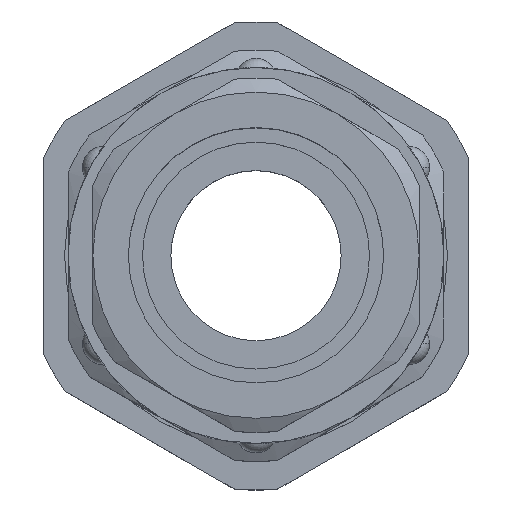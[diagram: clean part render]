
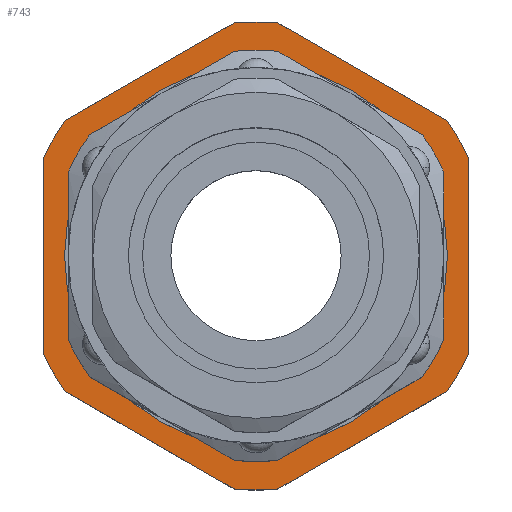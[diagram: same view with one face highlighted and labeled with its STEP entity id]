
A CAD part, top view. The second image highlights one B-rep face of the part: STEP entity #743.
In plain terms, the highlighted planar face has unit normal (0, 0, 1).
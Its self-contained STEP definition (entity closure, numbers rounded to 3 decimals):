
#152 = DIRECTION ( 'NONE',  ( 0., 0., -1. ) ) ;
#154 = DIRECTION ( 'NONE',  ( 0., 0., -1. ) ) ;
#157 = CIRCLE ( 'NONE', #1405, 16.5 ) ;
#218 = ORIENTED_EDGE ( 'NONE', *, *, #3188, .F. ) ;
#373 = DIRECTION ( 'NONE',  ( 0., 1., 0. ) ) ;
#531 = CARTESIAN_POINT ( 'NONE',  ( 0.355, 17.115, -19. ) ) ;
#709 = FACE_OUTER_BOUND ( 'NONE', #2257, .T. ) ;
#743 = ADVANCED_FACE ( 'NONE', ( #5858, #709 ), #6101, .F. ) ;
#867 = VERTEX_POINT ( 'NONE', #4207 ) ;
#882 = CIRCLE ( 'NONE', #4909, 11. ) ;
#948 = VERTEX_POINT ( 'NONE', #3701 ) ;
#958 = DIRECTION ( 'NONE',  ( 0., 0., -1. ) ) ;
#1026 = CARTESIAN_POINT ( 'NONE',  ( 0., 0., -19. ) ) ;
#1047 = ORIENTED_EDGE ( 'NONE', *, *, #4974, .F. ) ;
#1053 = ORIENTED_EDGE ( 'NONE', *, *, #7444, .F. ) ;
#1159 = DIRECTION ( 'NONE',  ( 0., 0., -1. ) ) ;
#1193 = VERTEX_POINT ( 'NONE', #3009 ) ;
#1334 = CARTESIAN_POINT ( 'NONE',  ( 15., 16.5, -19. ) ) ;
#1355 = CARTESIAN_POINT ( 'NONE',  ( 1.547, 16.427, -19. ) ) ;
#1405 = AXIS2_PLACEMENT_3D ( 'NONE', #3699, #152, #4266 ) ;
#1476 = AXIS2_PLACEMENT_3D ( 'NONE', #4450, #958, #5020 ) ;
#1622 = DIRECTION ( 'NONE',  ( -1., 0., 0. ) ) ;
#1731 = VERTEX_POINT ( 'NONE', #4691 ) ;
#1766 = AXIS2_PLACEMENT_3D ( 'NONE', #5313, #1860, #5861 ) ;
#1808 = LINE ( 'NONE', #3229, #6649 ) ;
#1860 = DIRECTION ( 'NONE',  ( 0., 0., -1. ) ) ;
#2001 = EDGE_CURVE ( 'NONE', #7464, #867, #157, .T. ) ;
#2081 = DIRECTION ( 'NONE',  ( -0.866, 0.5, 0. ) ) ;
#2155 = EDGE_CURVE ( 'NONE', #1731, #5236, #6309, .T. ) ;
#2184 = EDGE_CURVE ( 'NONE', #3759, #7464, #5885, .T. ) ;
#2186 = AXIS2_PLACEMENT_3D ( 'NONE', #3700, #154, #4267 ) ;
#2257 = EDGE_LOOP ( 'NONE', ( #7369, #4493, #1047, #3973, #1053, #4665, #3458, #3197, #5726, #4558, #7190, #218 ) ) ;
#2365 = VERTEX_POINT ( 'NONE', #3818 ) ;
#2458 = CARTESIAN_POINT ( 'NONE',  ( -15., 6.874, -19. ) ) ;
#2521 = AXIS2_PLACEMENT_3D ( 'NONE', #6795, #3456, #7364 ) ;
#2543 = DIRECTION ( 'NONE',  ( 0., -1., 0. ) ) ;
#2691 = CIRCLE ( 'NONE', #2186, 11. ) ;
#2708 = EDGE_CURVE ( 'NONE', #5236, #4218, #6907, .T. ) ;
#2798 = VECTOR ( 'NONE', #5183, 1000. ) ;
#2814 = CARTESIAN_POINT ( 'NONE',  ( 0., 0., -19. ) ) ;
#2874 = CIRCLE ( 'NONE', #6804, 16.5 ) ;
#2903 = ORIENTED_EDGE ( 'NONE', *, *, #6819, .T. ) ;
#2942 = VERTEX_POINT ( 'NONE', #5619 ) ;
#3009 = CARTESIAN_POINT ( 'NONE',  ( 15., -6.874, -19. ) ) ;
#3057 = VECTOR ( 'NONE', #2543, 1000. ) ;
#3188 = EDGE_CURVE ( 'NONE', #4218, #3759, #4109, .T. ) ;
#3197 = ORIENTED_EDGE ( 'NONE', *, *, #7375, .F. ) ;
#3229 = CARTESIAN_POINT ( 'NONE',  ( 14.645, -8.865, -19. ) ) ;
#3399 = DIRECTION ( 'NONE',  ( -1., 0., 0. ) ) ;
#3456 = DIRECTION ( 'NONE',  ( 0., 0., -1. ) ) ;
#3458 = ORIENTED_EDGE ( 'NONE', *, *, #6506, .F. ) ;
#3491 = CIRCLE ( 'NONE', #2521, 16.5 ) ;
#3580 = VERTEX_POINT ( 'NONE', #6258 ) ;
#3647 = EDGE_CURVE ( 'NONE', #3580, #6037, #2874, .T. ) ;
#3699 = CARTESIAN_POINT ( 'NONE',  ( 0., 0., -19. ) ) ;
#3700 = CARTESIAN_POINT ( 'NONE',  ( 0., 0., -19. ) ) ;
#3701 = CARTESIAN_POINT ( 'NONE',  ( 11., 0., -19. ) ) ;
#3759 = VERTEX_POINT ( 'NONE', #5848 ) ;
#3784 = VECTOR ( 'NONE', #373, 1000. ) ;
#3818 = CARTESIAN_POINT ( 'NONE',  ( 13.453, -9.553, -19. ) ) ;
#3956 = LINE ( 'NONE', #5253, #5464 ) ;
#3973 = ORIENTED_EDGE ( 'NONE', *, *, #6448, .F. ) ;
#4093 = CARTESIAN_POINT ( 'NONE',  ( -1.547, -16.427, -19. ) ) ;
#4109 = CIRCLE ( 'NONE', #7368, 16.5 ) ;
#4207 = CARTESIAN_POINT ( 'NONE',  ( -13.453, 9.553, -19. ) ) ;
#4218 = VERTEX_POINT ( 'NONE', #6020 ) ;
#4266 = DIRECTION ( 'NONE',  ( -1., 0., 0. ) ) ;
#4267 = DIRECTION ( 'NONE',  ( -1., 0., 0. ) ) ;
#4322 = EDGE_CURVE ( 'NONE', #5065, #948, #882, .T. ) ;
#4354 = EDGE_LOOP ( 'NONE', ( #7025, #2903 ) ) ;
#4450 = CARTESIAN_POINT ( 'NONE',  ( 0., 0., -19. ) ) ;
#4493 = ORIENTED_EDGE ( 'NONE', *, *, #2155, .F. ) ;
#4548 = LINE ( 'NONE', #531, #2798 ) ;
#4558 = ORIENTED_EDGE ( 'NONE', *, *, #2001, .F. ) ;
#4574 = EDGE_CURVE ( 'NONE', #867, #2942, #3956, .T. ) ;
#4638 = CARTESIAN_POINT ( 'NONE',  ( 0., 0., -19. ) ) ;
#4665 = ORIENTED_EDGE ( 'NONE', *, *, #3647, .F. ) ;
#4691 = CARTESIAN_POINT ( 'NONE',  ( 1.547, -16.427, -19. ) ) ;
#4736 = LINE ( 'NONE', #1334, #3057 ) ;
#4909 = AXIS2_PLACEMENT_3D ( 'NONE', #1026, #5081, #1622 ) ;
#4974 = EDGE_CURVE ( 'NONE', #2365, #1731, #1808, .T. ) ;
#5020 = DIRECTION ( 'NONE',  ( -1., 0., 0. ) ) ;
#5065 = VERTEX_POINT ( 'NONE', #7182 ) ;
#5081 = DIRECTION ( 'NONE',  ( 0., 0., -1. ) ) ;
#5183 = DIRECTION ( 'NONE',  ( 0.866, -0.5, 0. ) ) ;
#5223 = DIRECTION ( 'NONE',  ( -1., 0., 0. ) ) ;
#5236 = VERTEX_POINT ( 'NONE', #4093 ) ;
#5253 = CARTESIAN_POINT ( 'NONE',  ( -0.355, 17.115, -19. ) ) ;
#5313 = CARTESIAN_POINT ( 'NONE',  ( 0., 0., -19. ) ) ;
#5464 = VECTOR ( 'NONE', #5833, 1000. ) ;
#5514 = CARTESIAN_POINT ( 'NONE',  ( -14.645, -8.865, -19. ) ) ;
#5601 = CARTESIAN_POINT ( 'NONE',  ( -15., 16.5, -19. ) ) ;
#5610 = AXIS2_PLACEMENT_3D ( 'NONE', #6544, #6035, #6024 ) ;
#5619 = CARTESIAN_POINT ( 'NONE',  ( -1.547, 16.427, -19. ) ) ;
#5726 = ORIENTED_EDGE ( 'NONE', *, *, #4574, .F. ) ;
#5833 = DIRECTION ( 'NONE',  ( 0.866, 0.5, 0. ) ) ;
#5848 = CARTESIAN_POINT ( 'NONE',  ( -15., -6.874, -19. ) ) ;
#5858 = FACE_BOUND ( 'NONE', #4354, .T. ) ;
#5861 = DIRECTION ( 'NONE',  ( -1., 0., 0. ) ) ;
#5885 = LINE ( 'NONE', #5601, #3784 ) ;
#6020 = CARTESIAN_POINT ( 'NONE',  ( -13.453, -9.553, -19. ) ) ;
#6024 = DIRECTION ( 'NONE',  ( -1., 0., 0. ) ) ;
#6035 = DIRECTION ( 'NONE',  ( 0., 0., -1. ) ) ;
#6037 = VERTEX_POINT ( 'NONE', #7000 ) ;
#6101 = PLANE ( 'NONE',  #5610 ) ;
#6258 = CARTESIAN_POINT ( 'NONE',  ( 13.453, 9.553, -19. ) ) ;
#6309 = CIRCLE ( 'NONE', #1476, 16.5 ) ;
#6448 = EDGE_CURVE ( 'NONE', #1193, #2365, #3491, .T. ) ;
#6506 = EDGE_CURVE ( 'NONE', #6843, #3580, #4548, .T. ) ;
#6544 = CARTESIAN_POINT ( 'NONE',  ( 0., 16.5, -19. ) ) ;
#6627 = CIRCLE ( 'NONE', #1766, 16.5 ) ;
#6649 = VECTOR ( 'NONE', #7134, 1000. ) ;
#6741 = DIRECTION ( 'NONE',  ( 0., 0., -1. ) ) ;
#6795 = CARTESIAN_POINT ( 'NONE',  ( 0., 0., -19. ) ) ;
#6804 = AXIS2_PLACEMENT_3D ( 'NONE', #4638, #1159, #5223 ) ;
#6819 = EDGE_CURVE ( 'NONE', #948, #5065, #2691, .T. ) ;
#6843 = VERTEX_POINT ( 'NONE', #1355 ) ;
#6907 = LINE ( 'NONE', #5514, #6965 ) ;
#6965 = VECTOR ( 'NONE', #2081, 1000. ) ;
#7000 = CARTESIAN_POINT ( 'NONE',  ( 15., 6.874, -19. ) ) ;
#7025 = ORIENTED_EDGE ( 'NONE', *, *, #4322, .T. ) ;
#7134 = DIRECTION ( 'NONE',  ( -0.866, -0.5, 0. ) ) ;
#7182 = CARTESIAN_POINT ( 'NONE',  ( -11., 0., -19. ) ) ;
#7190 = ORIENTED_EDGE ( 'NONE', *, *, #2184, .F. ) ;
#7364 = DIRECTION ( 'NONE',  ( -1., 0., 0. ) ) ;
#7368 = AXIS2_PLACEMENT_3D ( 'NONE', #2814, #6741, #3399 ) ;
#7369 = ORIENTED_EDGE ( 'NONE', *, *, #2708, .F. ) ;
#7375 = EDGE_CURVE ( 'NONE', #2942, #6843, #6627, .T. ) ;
#7444 = EDGE_CURVE ( 'NONE', #6037, #1193, #4736, .T. ) ;
#7464 = VERTEX_POINT ( 'NONE', #2458 ) ;
